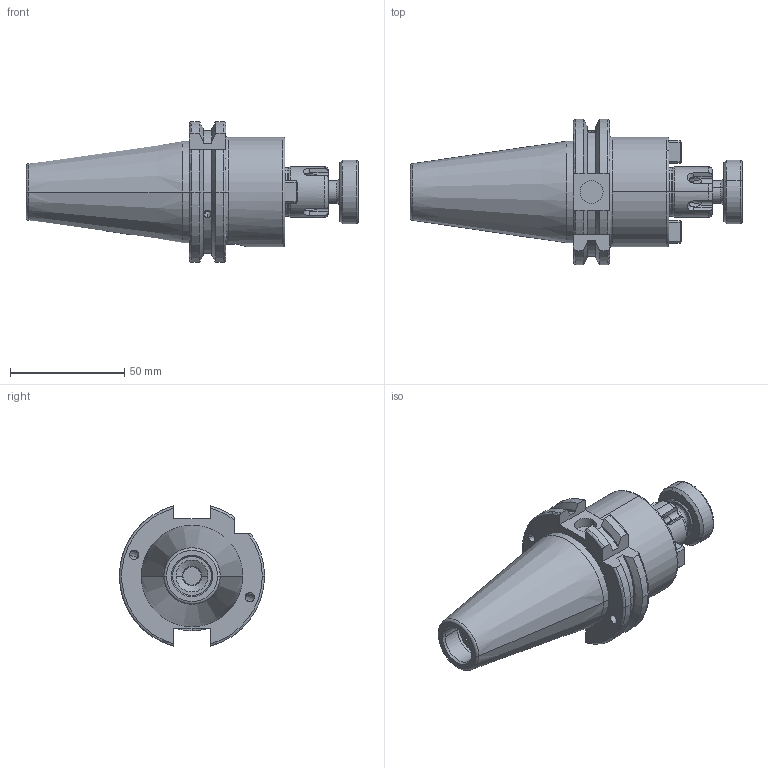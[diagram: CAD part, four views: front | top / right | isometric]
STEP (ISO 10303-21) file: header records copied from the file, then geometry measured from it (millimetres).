
FILE_DESCRIPTION (( 'STEP AP203' ), '1' );
FILE_NAME ('91406-AS322045.STEP', '2023-10-28T12:12:26', ( '' ), ( '' ), 'SwSTEP 2.0', 'SolidWorks 2018', '' );
FILE_SCHEMA (( 'CONFIG_CONTROL_DESIGN' ));
Length unit declared in the file: millimetre
Products named in the file (10): CCS-M10-22-2; CCS-M10-22 LONG; CCS-M8-16-1; CCS-M10-22; M4X4_DIN 913 - M4 x 4-N; PLUG KEY 10-22; SK40SMS22045FTCWW; 91406-AS322045; CCS-M10-22-1 LONG
Assembly tree (11 placements, depth 5):
  91406-AS322045
    SK40SMS22045FTCWW
      SK40SMS22045FTCWW
      CCS-M10-22
        CCS-M10-22 LONG
          CCS-M10-22-1 LONG
          CCS-M10-22-2
        CCS-M8-16-1
      M4X4_DIN 913 - M4 x 4-N  x2
      PLUG KEY 10-22  x2
Bounding box: 145.4 x 63.55 x 61.48 mm (x, y, z)
Volume: 161620.3 mm3; surface area: 34082.3 mm2
Topology: 8 solids, 8 shells, 351 faces, 862 edges, 528 vertices
Faces by surface type: plane 127, cylinder 94, cone 78, torus 40, sphere 8, bspline 4
Entity records: 11035 total; most frequent: CARTESIAN_POINT 2850, DIRECTION 1537, ORIENTED_EDGE 1460, EDGE_CURVE 730, AXIS2_PLACEMENT_3D 609, VERTEX_POINT 450, EDGE_LOOP 326, LINE 319
